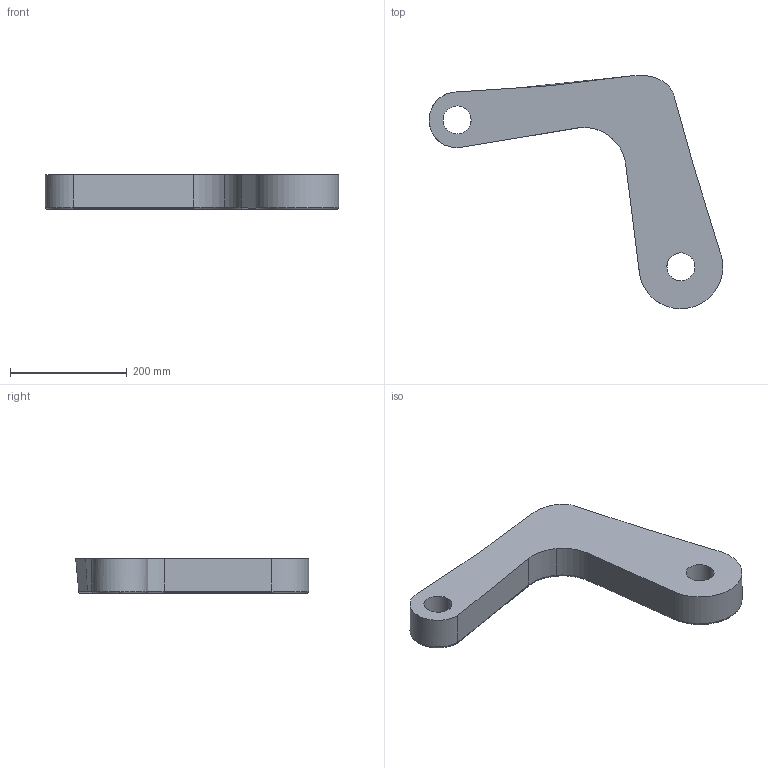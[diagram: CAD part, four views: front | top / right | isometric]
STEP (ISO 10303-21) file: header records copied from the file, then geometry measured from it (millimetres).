
FILE_DESCRIPTION((''),'2;1');
FILE_NAME('','2013-11-21T14:10:33',(''),(''),'','CADfix','');
FILE_SCHEMA(('AUTOMOTIVE_DESIGN { 1 0 10303 214 3 1 1 1 }'));
Length unit declared in the file: metre
Bounding box: 502.94 x 399.6 x 59.87 mm (x, y, z)
Volume: 3720191.6 mm3; surface area: 253879.9 mm2
Topology: 1 solids, 1 shells, 41 faces, 104 edges, 67 vertices
Faces by surface type: bspline 19, cylinder 15, plane 7
Entity records: 6922 total; most frequent: CARTESIAN_POINT 6082, ORIENTED_EDGE 208, EDGE_CURVE 104, STYLED_ITEM 83, DIRECTION 67, VERTEX_POINT 67, EDGE_LOOP 47, B_SPLINE_CURVE_WITH_KNOTS 43
